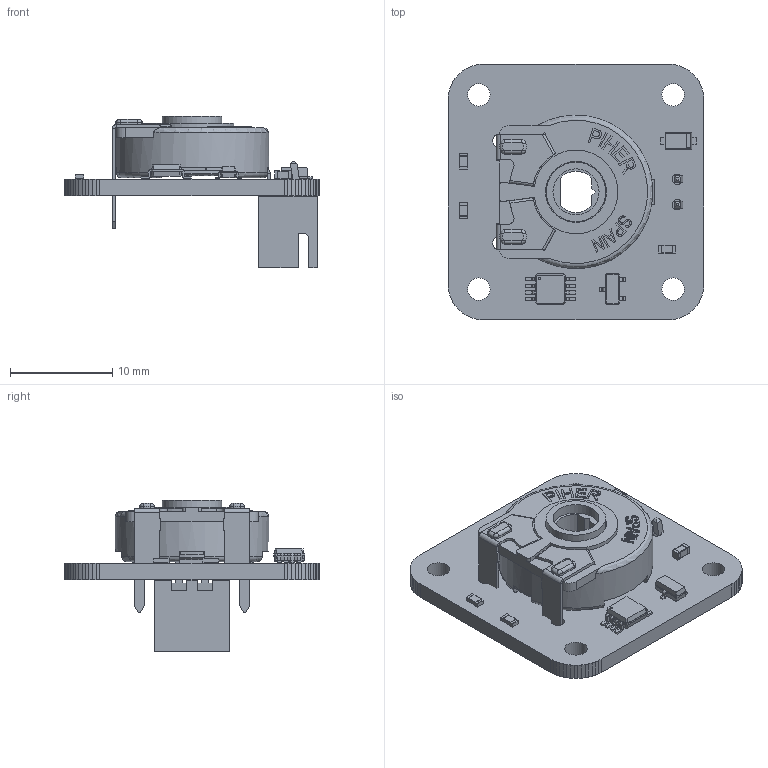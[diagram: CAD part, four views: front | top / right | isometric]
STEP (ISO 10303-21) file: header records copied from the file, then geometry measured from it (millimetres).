
FILE_DESCRIPTION(('KiCad electronic assembly'),'2;1');
FILE_NAME('apps.step','2025-05-30T13:20:09',('Pcbnew'),('Kicad'), 'Open CASCADE STEP processor 7.7','KiCad to STEP converter','Unknown' );
FILE_SCHEMA(('AUTOMOTIVE_DESIGN { 1 0 10303 214 1 1 1 1 }'));
Length unit declared in the file: millimetre
Products named in the file (16): apps 1; 19-PIHER_3D_PT15NV15; PT15NV15; R_0603_1608Metric; D_SOD-123F; D_SOD_123F; SOT-23; SOT_23; C_0603_1608Metric; VSSOP-8_3.0x3.0mm_P0.65mm; VSSOP_8_30x30mm_P065mm; JST_XH_B2B-XH-A_1x02_P2.50mm_Vertical; JST_B2B_XH_A; apps PCB
Assembly tree (16 placements, depth 3):
  apps 1
    19-PIHER_3D_PT15NV15
      PT15NV15
    R_0603_1608Metric  x2
      R_0603_1608Metric
    D_SOD-123F
      D_SOD_123F
    SOT-23
      SOT_23
    C_0603_1608Metric
      C_0603_1608Metric
    VSSOP-8_3.0x3.0mm_P0.65mm
      VSSOP_8_30x30mm_P065mm
    JST_XH_B2B-XH-A_1x02_P2.50mm_Vertical
      JST_B2B_XH_A
    apps PCB
Bounding box: 25 x 25 x 14.8 mm (x, y, z)
Volume: 1473.9 mm3; surface area: 3378.9 mm2
Topology: 13 solids, 13 shells, 913 faces, 2404 edges, 1549 vertices
Faces by surface type: plane 581, cylinder 201, bspline 105, torus 17, revolution 8, cone 1
Full cylindrical faces by diameter (mm): 0.25 x1, 1 x2, 1.3 x3, 2.2 x4, 4.5 x1, 5.8 x1, 5.95 x1, 6.8 x1, 7 x2, 7.6 x1, 7.8 x1, 8.3 x1, 13.408 x1, 15 x1
Entity records: 64635 total; most frequent: CARTESIAN_POINT 15473, DIRECTION 8285, LINE 5653, VECTOR 5653, ORIENTED_EDGE 4672, PCURVE 4672, DEFINITIONAL_REPRESENTATION 4672, EDGE_CURVE 2336
